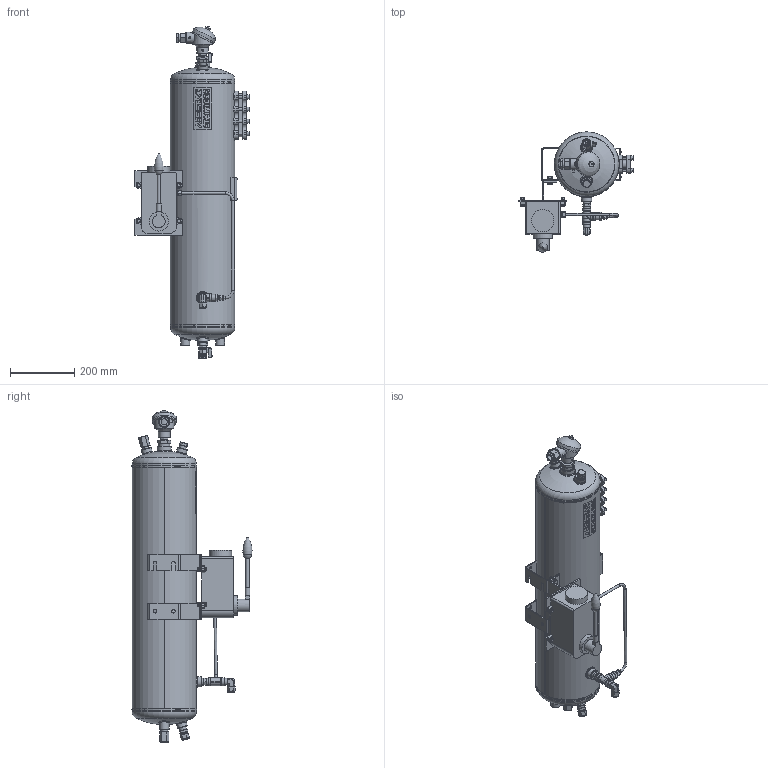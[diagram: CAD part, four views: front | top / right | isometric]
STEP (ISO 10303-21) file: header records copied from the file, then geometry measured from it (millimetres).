
FILE_DESCRIPTION(/* description */ ('Unknown','CAx-IF Rec.Pracs.---Representation and Presentation of Product Manufacturing Information (PMI)---4.0---2014-10-13','CAx-IF Rec.Pracs.---3D Tessellated Geometry---0.4---2014-09-14','2;1'),/* implementation_level */ '2;1');
FILE_NAME(/* name */ 'P125CCSASA-BB-',/* time_stamp */ '2023-03-15T16:17:24+00:00',/* author */ ('Unknown'),/* organization */ ('Unknown'),/* preprocessor_version */ 'ST-DEVELOPER v16.7',/* originating_system */ 'Solid Edge',/* authorisation */ 'Unknown');
FILE_SCHEMA (('AP242_MANAGED_MODEL_BASED_3D_ENGINEERING_MIM_LF { 1 0 10303 442 1 1 4 }'));
Length unit declared in the file: millimetre
Products named in the file (62): 3157547; 2035122; 2035098; 2032857; 2051466; 2015923; 2011208; 2032893; 2011133; 2032873; 2035122_812_2,990_Fillet 6_oa_0; 2035122_812_2,990_Fillet 6_oa_1; 2035122_812_2,990_Fillet 6_oa_2; 2015404; 2032147; 2051700; 3028411; 2035122_812_2,990_Fillet 6_oa_3; 2051131; 2035122_812_2,990_Fillet 6_oa_4; 2035122_812_2,990_Fillet 6_oa_5; 2038629; 2038627; 2033305; 2054694; 2038628; 2051513; 2051512; 2050292; 2026306; 2026418; 2026443; 2026342_oa_6; 2075344; 3212079; 2030518; 3001704_oa_7; 3212078; 3151488; 2017281 ...
Assembly tree (119 placements, depth 5):
  3157547
    2035122
      2035098
      2032857
      2051466
      2015923  x5
      2011208
      2032893
      2011133
      2032873
      2035122_812_2,990_Fillet 6_oa_0
      2035122_812_2,990_Fillet 6_oa_1
      2035122_812_2,990_Fillet 6_oa_2
      2015404
      2032147  x2
      2051700  x4
      3028411  x3
      2035122_812_2,990_Fillet 6_oa_3
      2051131
      2035122_812_2,990_Fillet 6_oa_4
      2035122_812_2,990_Fillet 6_oa_5
      2038629
        2038627
        2033305  x2
        2054694
        2038628
        2051513  x8
        2051512  x8
      2050292
    2026306  x2
    2026418
    2026443
    2026342_oa_6
    2075344
    3212079
    2030518
    3001704_oa_7
    3212078
      3151488
        2017281
          2018529_oa_8
          2018562_oa_9
          2018531_oa_10
          2017281_418_480_Fillet 1_oa_11
        2017283
          2018529_oa_12
          2018562_oa_13
          2018531_oa_14
          2017283_418_480_Fillet 1_oa_15
      2018289
      2028922  x4
      2028920  x8
      2027020  x4
      2028924  x4
      2037366  x4
      2037367  x8
      2037369  x4
      3112832  x4
    2026216
    2026331
Bounding box: 356 x 373.04 x 1030.52 mm (x, y, z)
Volume: 3728372.3 mm3; surface area: 2191792.1 mm2
Topology: 140 solids, 140 shells, 3000 faces, 7165 edges, 4711 vertices
Faces by surface type: plane 1449, cylinder 689, cone 498, bspline 213, torus 124, sphere 27
Full cylindrical faces by diameter (mm): 2 x4, 3.2 x4, 3.3 x2, 3.5 x4, 4 x5, 4.5 x2, 4.698 x3, 4.917 x4, 5 x4, 6 x4, 6.35 x4, 6.4 x8, 6.401 x1, 6.45 x8, 6.47 x8, 6.8 x8, 8 x31, 9 x16, 9.12 x8, 9.5 x2, 10 x10, 10.16 x2, 10.363 x1, 10.414 x1, 10.922 x1, 11 x2, 12 x8, 12.7 x5, 13 x10, 13.97 x1
Entity records: 94163 total; most frequent: CARTESIAN_POINT 39229, ORIENTED_EDGE 10176, DIRECTION 8622, EDGE_CURVE 5088, VERTEX_POINT 3607, AXIS2_PLACEMENT_3D 3210, FACE_BOUND 2935, EDGE_LOOP 2934
